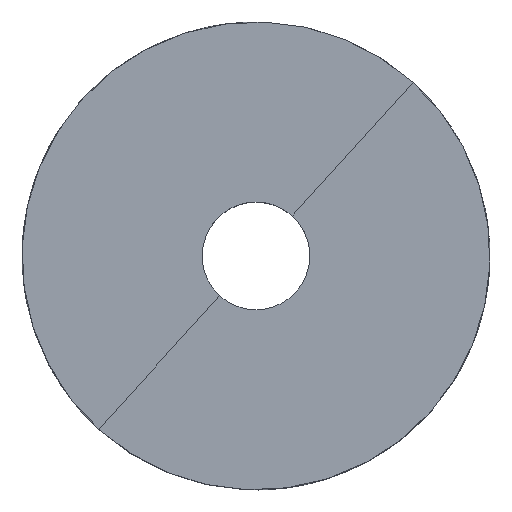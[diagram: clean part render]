
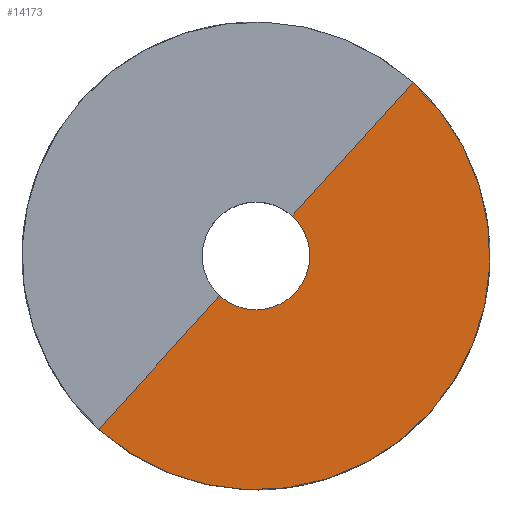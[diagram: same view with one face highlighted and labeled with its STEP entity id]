
A CAD part, top view. The second image highlights one B-rep face of the part: STEP entity #14173.
In plain terms, the highlighted face is a revolution surface.
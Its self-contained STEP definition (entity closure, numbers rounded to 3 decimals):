
#14095 = VERTEX_POINT('',#14096);
#14096 = CARTESIAN_POINT('',(-3.415,-3.761,
    11.88));
#14102 = VERTEX_POINT('',#14103);
#14103 = CARTESIAN_POINT('',(3.415,3.761,11.88)
  );
#14125 = EDGE_CURVE('',#14095,#14102,#14126,.T.);
#14126 = CIRCLE('',#14127,5.08);
#14127 = AXIS2_PLACEMENT_3D('',#14128,#14129,#14130);
#14128 = CARTESIAN_POINT('',(0.,0.,11.88));
#14129 = DIRECTION('',(0.,0.,1.));
#14130 = DIRECTION('',(-0.672,-0.74,0.));
#14146 = EDGE_CURVE('',#14095,#14147,#14149,.T.);
#14147 = VERTEX_POINT('',#14148);
#14148 = CARTESIAN_POINT('',(-14.821,-16.323,
    11.88));
#14149 = B_SPLINE_CURVE_WITH_KNOTS('',1,(#14150,#14151),.UNSPECIFIED.,
  .F.,.F.,(2,2),(0.,1.),.PIECEWISE_BEZIER_KNOTS.);
#14150 = CARTESIAN_POINT('',(-3.415,-3.761,
    11.88));
#14151 = CARTESIAN_POINT('',(-14.821,-16.323,
    11.88));
#14154 = VERTEX_POINT('',#14155);
#14155 = CARTESIAN_POINT('',(14.821,16.323,
    11.88));
#14162 = EDGE_CURVE('',#14102,#14154,#14163,.T.);
#14163 = B_SPLINE_CURVE_WITH_KNOTS('',1,(#14164,#14165),.UNSPECIFIED.,
  .F.,.F.,(2,2),(0.,1.),.PIECEWISE_BEZIER_KNOTS.);
#14164 = CARTESIAN_POINT('',(3.415,3.761,11.88)
  );
#14165 = CARTESIAN_POINT('',(14.821,16.323,
    11.88));
#14173 = ADVANCED_FACE('[Impeller_2] Material domain SolidHub',(#14174),
  #14186,.F.);
#14174 = FACE_BOUND('',#14175,.F.);
#14175 = EDGE_LOOP('',(#14176,#14183,#14184,#14185));
#14176 = ORIENTED_EDGE('',*,*,#14177,.F.);
#14177 = EDGE_CURVE('',#14147,#14154,#14178,.T.);
#14178 = CIRCLE('',#14179,22.047);
#14179 = AXIS2_PLACEMENT_3D('',#14180,#14181,#14182);
#14180 = CARTESIAN_POINT('',(0.,0.,11.88));
#14181 = DIRECTION('',(0.,0.,1.));
#14182 = DIRECTION('',(-0.672,-0.74,0.));
#14183 = ORIENTED_EDGE('',*,*,#14146,.F.);
#14184 = ORIENTED_EDGE('',*,*,#14125,.T.);
#14185 = ORIENTED_EDGE('',*,*,#14162,.T.);
#14186 = SURFACE_OF_REVOLUTION('',#14187,#14190);
#14187 = B_SPLINE_CURVE_WITH_KNOTS('',1,(#14188,#14189),.UNSPECIFIED.,
  .F.,.F.,(2,2),(0.,1.),.PIECEWISE_BEZIER_KNOTS.);
#14188 = CARTESIAN_POINT('',(-3.415,-3.761,
    11.88));
#14189 = CARTESIAN_POINT('',(-14.821,-16.323,
    11.88));
#14190 = AXIS1_PLACEMENT('',#14191,#14192);
#14191 = CARTESIAN_POINT('',(0.,0.,0.));
#14192 = DIRECTION('',(0.,0.,1.));
